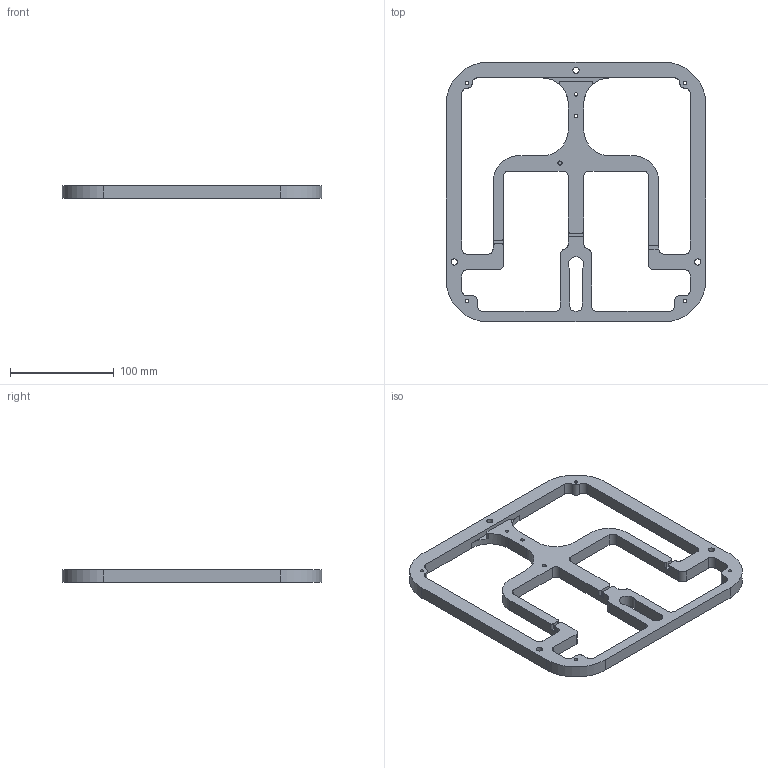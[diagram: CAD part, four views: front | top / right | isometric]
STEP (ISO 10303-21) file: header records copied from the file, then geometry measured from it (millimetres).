
FILE_DESCRIPTION(/* description */ (''),/* implementation_level */ '2;1');
FILE_NAME(/* name */ 'Cabinet layer 1 v7.step',/* time_stamp */ '2021-12-27T09:38:08+01:00',/* author */ (''),/* organization */ (''),/* preprocessor_version */ 'ST-DEVELOPER v18.1',/* originating_system */ 'Autodesk Translation Framework v10.10.0.1391',/* authorisation */ '');
FILE_SCHEMA (('AUTOMOTIVE_DESIGN { 1 0 10303 214 3 1 1 }'));
Length unit declared in the file: millimetre
Products named in the file (2): Z1FLFL; N785IG
Assembly tree (1 placements, depth 2):
  Z1FLFL
    N785IG
Bounding box: 250 x 250 x 12 mm (x, y, z)
Volume: 251529.4 mm3; surface area: 79928.2 mm2
Topology: 1 solids, 1 shells, 118 faces, 354 edges, 236 vertices
Faces by surface type: cylinder 67, plane 51
Full cylindrical faces by diameter (mm): 3.5 x6, 4 x1, 6 x3
Entity records: 4151 total; most frequent: DIRECTION 733, CARTESIAN_POINT 711, ORIENTED_EDGE 708, EDGE_CURVE 354, AXIS2_PLACEMENT_3D 258, VERTEX_POINT 236, LINE 217, VECTOR 217
